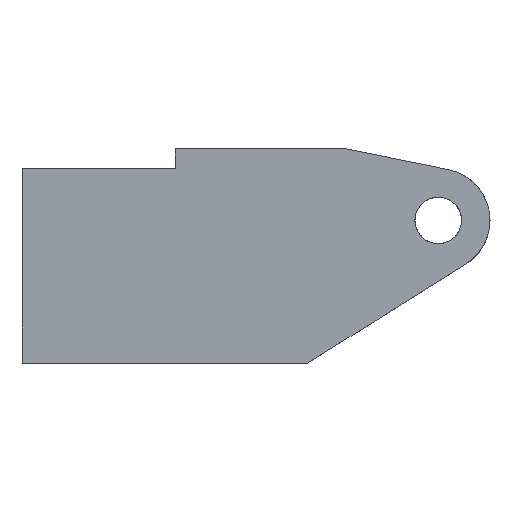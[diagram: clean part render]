
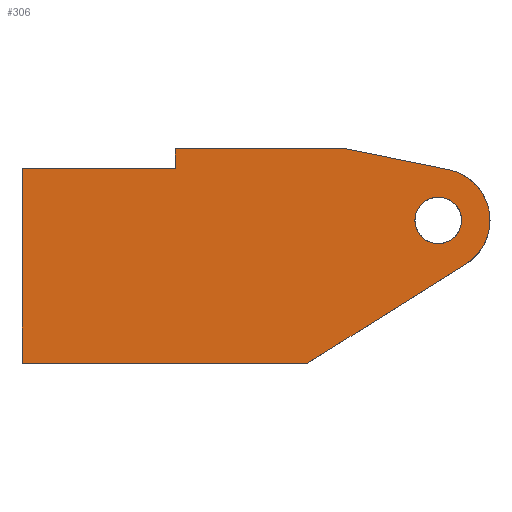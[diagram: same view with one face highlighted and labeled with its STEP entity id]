
A CAD part, top view. The second image highlights one B-rep face of the part: STEP entity #306.
In plain terms, the highlighted free-form (B-spline) face has degree [1, 1] with [2, 2] control points.
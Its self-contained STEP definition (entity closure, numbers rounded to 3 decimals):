
#200=(
BOUNDED_SURFACE()
B_SPLINE_SURFACE(1,1,((#201,#202),(#203,#204)),.UNSPECIFIED.,.F.,.F.,.F.)
B_SPLINE_SURFACE_WITH_KNOTS((2,2),(2,2),(0.000,1.000),(0.000,1.000),.UNSPECIFIED.)
GEOMETRIC_REPRESENTATION_ITEM()
RATIONAL_B_SPLINE_SURFACE(((1.,1.),(1.,1.)))
REPRESENTATION_ITEM('')
SURFACE()
);
#201=CARTESIAN_POINT('',(0.,20.7,4.));
#202=CARTESIAN_POINT('',(45.729,20.7,4.));
#203=CARTESIAN_POINT('',(0.,0.,4.));
#204=CARTESIAN_POINT('',(45.729,0.,4.));
#205=CARTESIAN_POINT('',(31.3,20.7,4.));
#206=VERTEX_POINT('',#205);
#207=(
BOUNDED_CURVE()
B_SPLINE_CURVE(1,(#208,#209),.UNSPECIFIED.,.F.,.F.)
B_SPLINE_CURVE_WITH_KNOTS((2,2),(0.000,1.000),.UNSPECIFIED.)
CURVE()
GEOMETRIC_REPRESENTATION_ITEM()
RATIONAL_B_SPLINE_CURVE((1.,1.))
REPRESENTATION_ITEM('')
);
#208=CARTESIAN_POINT('',(31.3,20.7,4.));
#209=CARTESIAN_POINT('',(41.201,18.688,4.));
#210=CARTESIAN_POINT('',(41.201,18.688,4.));
#211=VERTEX_POINT('',#210);
#212=EDGE_CURVE('',#206,#211,#207,.T.);
#213=ORIENTED_EDGE('',*,*,#212,.T.);
#214=(
BOUNDED_CURVE()
B_SPLINE_CURVE(2,(#215,#216,#217),.UNSPECIFIED.,.F.,.F.)
B_SPLINE_CURVE_WITH_KNOTS((3,3),(0.000,1.000),.UNSPECIFIED.)
CURVE()
GEOMETRIC_REPRESENTATION_ITEM()
RATIONAL_B_SPLINE_CURVE((1.,0.828,1.))
REPRESENTATION_ITEM('')
);
#215=CARTESIAN_POINT('',(41.201,18.688,4.));
#216=CARTESIAN_POINT('',(44.521,18.013,4.));
#217=CARTESIAN_POINT('',(45.125,14.68,4.));
#218=CARTESIAN_POINT('',(45.125,14.68,4.));
#219=VERTEX_POINT('',#218);
#220=EDGE_CURVE('',#211,#219,#214,.T.);
#221=ORIENTED_EDGE('',*,*,#220,.T.);
#222=(
BOUNDED_CURVE()
B_SPLINE_CURVE(2,(#223,#224,#225),.UNSPECIFIED.,.F.,.F.)
B_SPLINE_CURVE_WITH_KNOTS((3,3),(0.000,1.000),.UNSPECIFIED.)
CURVE()
GEOMETRIC_REPRESENTATION_ITEM()
RATIONAL_B_SPLINE_CURVE((1.,0.828,1.))
REPRESENTATION_ITEM('')
);
#223=CARTESIAN_POINT('',(45.125,14.68,4.));
#224=CARTESIAN_POINT('',(45.729,11.347,4.));
#225=CARTESIAN_POINT('',(42.858,9.55,4.));
#226=CARTESIAN_POINT('',(42.858,9.55,4.));
#227=VERTEX_POINT('',#226);
#228=EDGE_CURVE('',#219,#227,#222,.T.);
#229=ORIENTED_EDGE('',*,*,#228,.T.);
#230=(
BOUNDED_CURVE()
B_SPLINE_CURVE(1,(#231,#232),.UNSPECIFIED.,.F.,.F.)
B_SPLINE_CURVE_WITH_KNOTS((2,2),(0.000,1.000),.UNSPECIFIED.)
CURVE()
GEOMETRIC_REPRESENTATION_ITEM()
RATIONAL_B_SPLINE_CURVE((1.,1.))
REPRESENTATION_ITEM('')
);
#231=CARTESIAN_POINT('',(42.858,9.55,4.));
#232=CARTESIAN_POINT('',(27.6,0.,4.));
#233=CARTESIAN_POINT('',(27.6,0.,4.));
#234=VERTEX_POINT('',#233);
#235=EDGE_CURVE('',#227,#234,#230,.T.);
#236=ORIENTED_EDGE('',*,*,#235,.T.);
#237=(
BOUNDED_CURVE()
B_SPLINE_CURVE(1,(#238,#239),.UNSPECIFIED.,.F.,.F.)
B_SPLINE_CURVE_WITH_KNOTS((2,2),(0.000,1.000),.UNSPECIFIED.)
CURVE()
GEOMETRIC_REPRESENTATION_ITEM()
RATIONAL_B_SPLINE_CURVE((1.,1.))
REPRESENTATION_ITEM('')
);
#238=CARTESIAN_POINT('',(27.6,0.,4.));
#239=CARTESIAN_POINT('',(0.,0.,4.));
#240=CARTESIAN_POINT('',(0.,0.,4.));
#241=VERTEX_POINT('',#240);
#242=EDGE_CURVE('',#234,#241,#237,.T.);
#243=ORIENTED_EDGE('',*,*,#242,.T.);
#244=(
BOUNDED_CURVE()
B_SPLINE_CURVE(1,(#245,#246),.UNSPECIFIED.,.F.,.F.)
B_SPLINE_CURVE_WITH_KNOTS((2,2),(0.000,1.000),.UNSPECIFIED.)
CURVE()
GEOMETRIC_REPRESENTATION_ITEM()
RATIONAL_B_SPLINE_CURVE((1.,1.))
REPRESENTATION_ITEM('')
);
#245=CARTESIAN_POINT('',(0.,0.,4.));
#246=CARTESIAN_POINT('',(0.,18.8,4.));
#247=CARTESIAN_POINT('',(0.,18.8,4.));
#248=VERTEX_POINT('',#247);
#249=EDGE_CURVE('',#241,#248,#244,.T.);
#250=ORIENTED_EDGE('',*,*,#249,.T.);
#251=(
BOUNDED_CURVE()
B_SPLINE_CURVE(1,(#252,#253),.UNSPECIFIED.,.F.,.F.)
B_SPLINE_CURVE_WITH_KNOTS((2,2),(0.000,1.000),.UNSPECIFIED.)
CURVE()
GEOMETRIC_REPRESENTATION_ITEM()
RATIONAL_B_SPLINE_CURVE((1.,1.))
REPRESENTATION_ITEM('')
);
#252=CARTESIAN_POINT('',(0.,18.8,4.));
#253=CARTESIAN_POINT('',(14.8,18.8,4.));
#254=CARTESIAN_POINT('',(14.8,18.8,4.));
#255=VERTEX_POINT('',#254);
#256=EDGE_CURVE('',#248,#255,#251,.T.);
#257=ORIENTED_EDGE('',*,*,#256,.T.);
#258=(
BOUNDED_CURVE()
B_SPLINE_CURVE(1,(#259,#260),.UNSPECIFIED.,.F.,.F.)
B_SPLINE_CURVE_WITH_KNOTS((2,2),(0.000,1.000),.UNSPECIFIED.)
CURVE()
GEOMETRIC_REPRESENTATION_ITEM()
RATIONAL_B_SPLINE_CURVE((1.,1.))
REPRESENTATION_ITEM('')
);
#259=CARTESIAN_POINT('',(14.8,18.8,4.));
#260=CARTESIAN_POINT('',(14.8,20.7,4.));
#261=CARTESIAN_POINT('',(14.8,20.7,4.));
#262=VERTEX_POINT('',#261);
#263=EDGE_CURVE('',#255,#262,#258,.T.);
#264=ORIENTED_EDGE('',*,*,#263,.T.);
#265=(
BOUNDED_CURVE()
B_SPLINE_CURVE(1,(#266,#267),.UNSPECIFIED.,.F.,.F.)
B_SPLINE_CURVE_WITH_KNOTS((2,2),(0.000,1.000),.UNSPECIFIED.)
CURVE()
GEOMETRIC_REPRESENTATION_ITEM()
RATIONAL_B_SPLINE_CURVE((1.,1.))
REPRESENTATION_ITEM('')
);
#266=CARTESIAN_POINT('',(14.8,20.7,4.));
#267=CARTESIAN_POINT('',(31.3,20.7,4.));
#268=EDGE_CURVE('',#262,#206,#265,.T.);
#269=ORIENTED_EDGE('',*,*,#268,.T.);
#270=EDGE_LOOP('',(#213,#221,#229,#236,#243,#250,#257,#264,#269));
#271=FACE_OUTER_BOUND('',#270,.T.);
#272=CARTESIAN_POINT('',(40.205,11.538,4.));
#273=VERTEX_POINT('',#272);
#274=(
BOUNDED_CURVE()
B_SPLINE_CURVE(2,(#275,#276,#277),.UNSPECIFIED.,.F.,.F.)
B_SPLINE_CURVE_WITH_KNOTS((3,3),(0.000,1.000),.UNSPECIFIED.)
CURVE()
GEOMETRIC_REPRESENTATION_ITEM()
RATIONAL_B_SPLINE_CURVE((1.,0.707,1.))
REPRESENTATION_ITEM('')
);
#275=CARTESIAN_POINT('',(40.205,11.538,4.));
#276=CARTESIAN_POINT('',(42.455,11.538,4.));
#277=CARTESIAN_POINT('',(42.455,13.788,4.));
#278=CARTESIAN_POINT('',(42.455,13.788,4.));
#279=VERTEX_POINT('',#278);
#280=EDGE_CURVE('',#273,#279,#274,.T.);
#281=ORIENTED_EDGE('',*,*,#280,.T.);
#282=(
BOUNDED_CURVE()
B_SPLINE_CURVE(2,(#283,#284,#285),.UNSPECIFIED.,.F.,.F.)
B_SPLINE_CURVE_WITH_KNOTS((3,3),(0.000,1.000),.UNSPECIFIED.)
CURVE()
GEOMETRIC_REPRESENTATION_ITEM()
RATIONAL_B_SPLINE_CURVE((1.,0.707,1.))
REPRESENTATION_ITEM('')
);
#283=CARTESIAN_POINT('',(42.455,13.788,4.));
#284=CARTESIAN_POINT('',(42.455,16.038,4.));
#285=CARTESIAN_POINT('',(40.205,16.038,4.));
#286=CARTESIAN_POINT('',(40.205,16.038,4.));
#287=VERTEX_POINT('',#286);
#288=EDGE_CURVE('',#279,#287,#282,.T.);
#289=ORIENTED_EDGE('',*,*,#288,.T.);
#290=(
BOUNDED_CURVE()
B_SPLINE_CURVE(2,(#291,#292,#293),.UNSPECIFIED.,.F.,.F.)
B_SPLINE_CURVE_WITH_KNOTS((3,3),(0.000,1.000),.UNSPECIFIED.)
CURVE()
GEOMETRIC_REPRESENTATION_ITEM()
RATIONAL_B_SPLINE_CURVE((1.,0.707,1.))
REPRESENTATION_ITEM('')
);
#291=CARTESIAN_POINT('',(40.205,16.038,4.));
#292=CARTESIAN_POINT('',(37.955,16.038,4.));
#293=CARTESIAN_POINT('',(37.955,13.788,4.));
#294=CARTESIAN_POINT('',(37.955,13.788,4.));
#295=VERTEX_POINT('',#294);
#296=EDGE_CURVE('',#287,#295,#290,.T.);
#297=ORIENTED_EDGE('',*,*,#296,.T.);
#298=(
BOUNDED_CURVE()
B_SPLINE_CURVE(2,(#299,#300,#301),.UNSPECIFIED.,.F.,.F.)
B_SPLINE_CURVE_WITH_KNOTS((3,3),(0.000,1.000),.UNSPECIFIED.)
CURVE()
GEOMETRIC_REPRESENTATION_ITEM()
RATIONAL_B_SPLINE_CURVE((1.,0.707,1.))
REPRESENTATION_ITEM('')
);
#299=CARTESIAN_POINT('',(37.955,13.788,4.));
#300=CARTESIAN_POINT('',(37.955,11.538,4.));
#301=CARTESIAN_POINT('',(40.205,11.538,4.));
#302=EDGE_CURVE('',#295,#273,#298,.T.);
#303=ORIENTED_EDGE('',*,*,#302,.T.);
#304=EDGE_LOOP('',(#281,#289,#297,#303));
#305=FACE_BOUND('',#304,.T.);
#306=ADVANCED_FACE('',(#271,#305),#200,.T.);
